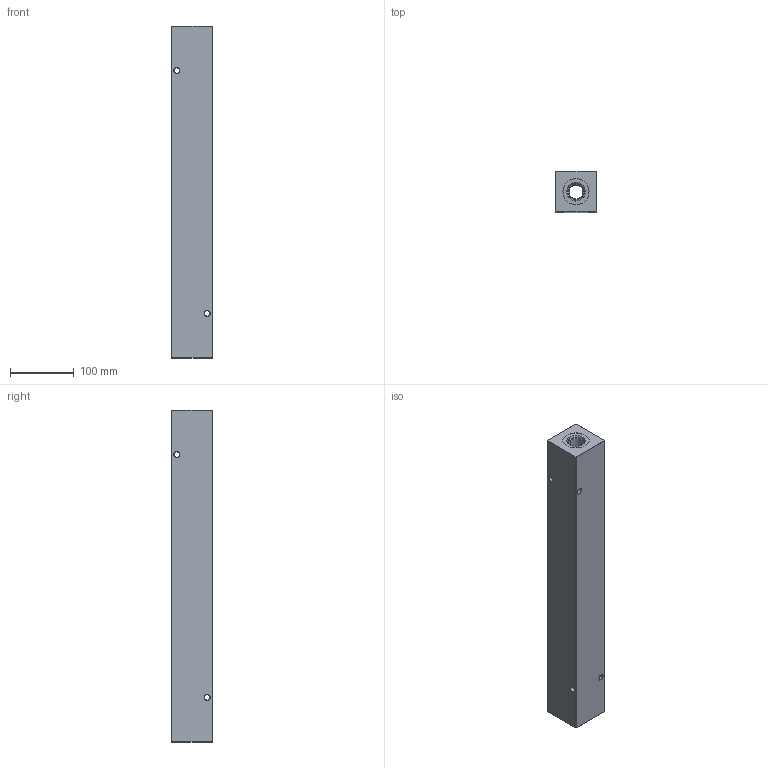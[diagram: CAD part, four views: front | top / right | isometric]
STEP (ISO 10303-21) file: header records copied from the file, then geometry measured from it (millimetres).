
FILE_DESCRIPTION (( 'STEP AP203' ), '1' );
FILE_NAME ('HM-8-90-S-12-6.STEP', '2020-11-09T22:42:14', ( '' ), ( '' ), 'SwSTEP 2.0', 'SolidWorks 2019', '' );
FILE_SCHEMA (( 'CONFIG_CONTROL_DESIGN' ));
Products named in the file (1): HM-8-90-S-12-6
Bounding box: 63.5 x 63.5 x 520.7 mm (x, y, z)
Volume: 1827131.7 mm3; surface area: 191910.2 mm2
Topology: 1 solids, 1 shells, 705 faces, 1764 edges, 1114 vertices
Faces by surface type: plane 250, bspline 209, cone 124, cylinder 122
Entity records: 32293 total; most frequent: CARTESIAN_POINT 16689, ORIENTED_EDGE 3528, DIRECTION 2570, EDGE_CURVE 1764, VERTEX_POINT 1114, LINE 988, VECTOR 988, EDGE_LOOP 804
